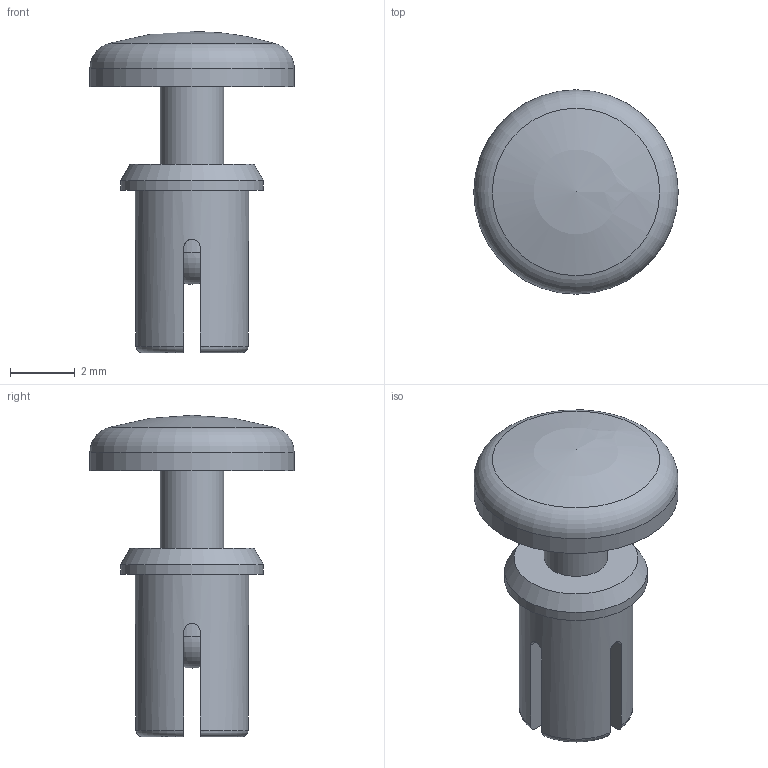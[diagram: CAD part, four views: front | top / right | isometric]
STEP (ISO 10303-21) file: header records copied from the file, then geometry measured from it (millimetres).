
FILE_DESCRIPTION(/* description */ ('Unknown'),/* implementation_level */ '2;1');
FILE_NAME(/* name */ '700973300',/* time_stamp */ '2019-02-12T13:14:48+01:00',/* author */ ('Unknown'),/* organization */ ('Unknown'),/* preprocessor_version */ 'ST-DEVELOPER v16.7',/* originating_system */ 'DEX',/* authorisation */ $);
FILE_SCHEMA (('AUTOMOTIVE_DESIGN {1 0 10303 214 3 1 1}'));
Length unit declared in the file: millimetre
Products named in the file (3): 700973300; body; pin
Assembly tree (2 placements, depth 2):
  700973300
    body
    pin
Bounding box: 6.3 x 6.3 x 9.9 mm (x, y, z)
Volume: 91.6 mm3; surface area: 257.2 mm2
Topology: 2 solids, 2 shells, 38 faces, 99 edges, 65 vertices
Faces by surface type: plane 16, torus 10, cylinder 9, cone 2, sphere 1
Full cylindrical faces by diameter (mm): 1.95 x2, 3.5 x1, 4.4 x1, 6.3 x1
Entity records: 1183 total; most frequent: CARTESIAN_POINT 266, ORIENTED_EDGE 168, DIRECTION 166, EDGE_CURVE 84, AXIS2_PLACEMENT_3D 65, VERTEX_POINT 61, FACE_BOUND 51, EDGE_LOOP 50
